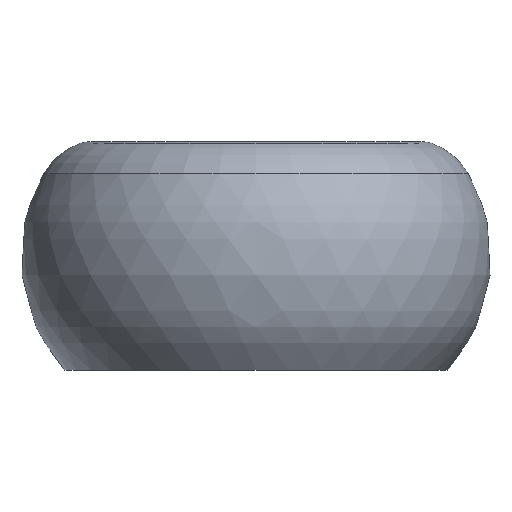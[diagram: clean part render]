
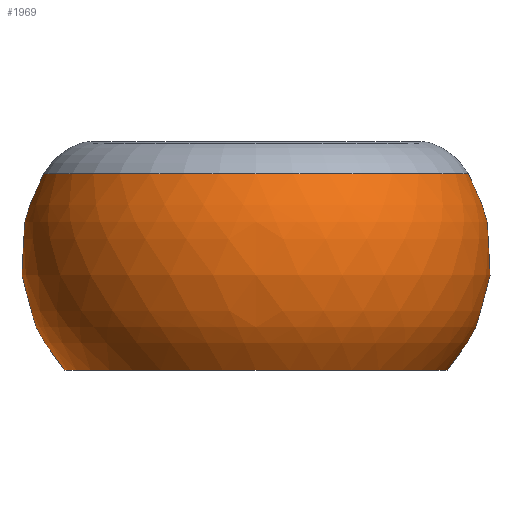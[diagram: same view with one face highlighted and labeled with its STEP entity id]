
A CAD part, front view. The second image highlights one B-rep face of the part: STEP entity #1969.
In plain terms, the highlighted free-form (B-spline) face has degree [2, 2] with [3, 9] control points.
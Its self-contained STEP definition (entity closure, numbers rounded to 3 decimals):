
#1905=CARTESIAN_POINT('',(0.0,50.966,44.625));
#1906=VERTEX_POINT('',#1905);
#1907=CARTESIAN_POINT('',(0.0,0.0,44.625));
#1908=DIRECTION('',(0.0,0.0,-1.0));
#1909=DIRECTION('',(0.0,1.0,0.0));
#1910=AXIS2_PLACEMENT_3D('',#1907,#1908,#1909);
#1911=CIRCLE('',#1910,50.966);
#1912=EDGE_CURVE('',#1906,#1906,#1911,.T.);
#1920=CARTESIAN_POINT('',(50.966,0.,44.625));
#1921=CARTESIAN_POINT('',(65.767,0.,19.204));
#1922=CARTESIAN_POINT('',(45.911,0.,-2.5));
#1923=CARTESIAN_POINT('',(50.966,50.966,44.625));
#1924=CARTESIAN_POINT('',(65.767,65.767,19.204));
#1925=CARTESIAN_POINT('',(45.911,45.911,-2.5));
#1926=CARTESIAN_POINT('',(0.,50.966,44.625));
#1927=CARTESIAN_POINT('',(0.,65.767,19.204));
#1928=CARTESIAN_POINT('',(0.,45.911,-2.5));
#1929=CARTESIAN_POINT('',(-50.966,50.966,44.625));
#1930=CARTESIAN_POINT('',(-65.767,65.767,19.204));
#1931=CARTESIAN_POINT('',(-45.911,45.911,-2.5));
#1932=CARTESIAN_POINT('',(-50.966,0.,44.625));
#1933=CARTESIAN_POINT('',(-65.767,0.,19.204));
#1934=CARTESIAN_POINT('',(-45.911,0.,-2.5));
#1935=CARTESIAN_POINT('',(-50.966,-50.966,44.625));
#1936=CARTESIAN_POINT('',(-65.767,-65.767,19.204));
#1937=CARTESIAN_POINT('',(-45.911,-45.911,-2.5));
#1938=CARTESIAN_POINT('',(0.,-50.966,44.625));
#1939=CARTESIAN_POINT('',(0.,-65.767,19.204));
#1940=CARTESIAN_POINT('',(0.,-45.911,-2.5));
#1941=CARTESIAN_POINT('',(50.966,-50.966,44.625));
#1942=CARTESIAN_POINT('',(65.767,-65.767,19.204));
#1943=CARTESIAN_POINT('',(45.911,-45.911,-2.5));
#1944=CARTESIAN_POINT('',(50.966,0.,44.625));
#1945=CARTESIAN_POINT('',(65.767,0.,19.204));
#1946=CARTESIAN_POINT('',(45.911,0.,-2.5));
#1954=(BOUNDED_SURFACE()B_SPLINE_SURFACE(2,2,((#1920,#1923,#1926,#1929,#1932,#1935,#1938,#1941,#1944),(#1921,#1924,#1927,#1930,#1933,#1936,#1939,#1942,#1945),(#1922,#1925,#1928,#1931,#1934,#1937,#1940,#1943,#1946)),.UNSPECIFIED.,.F.,.T.,.U.)B_SPLINE_SURFACE_WITH_KNOTS((3,3),(3,2,2,2,3),(-0.527,0.741),(0.0,1.571,3.142,4.712,6.283),.UNSPECIFIED.)GEOMETRIC_REPRESENTATION_ITEM()RATIONAL_B_SPLINE_SURFACE(((1.0,0.707,1.0,0.707,1.0,0.707,1.0,0.707,1.0),(0.806,0.57,0.806,0.57,0.806,0.57,0.806,0.57,0.806),(1.0,0.707,1.0,0.707,1.0,0.707,1.0,0.707,1.0)))REPRESENTATION_ITEM('')SURFACE());
#1955=CARTESIAN_POINT('',(0.0,45.911,-2.5));
#1956=VERTEX_POINT('',#1955);
#1957=CARTESIAN_POINT('',(0.0,0.0,-2.5));
#1958=DIRECTION('',(0.0,0.0,-1.0));
#1959=DIRECTION('',(0.0,1.0,0.0));
#1960=AXIS2_PLACEMENT_3D('',#1957,#1958,#1959);
#1961=CIRCLE('',#1960,45.911);
#1962=EDGE_CURVE('',#1956,#1956,#1961,.T.);
#1963=ORIENTED_EDGE('',*,*,#1962,.F.);
#1964=EDGE_LOOP('',(#1963));
#1965=FACE_OUTER_BOUND('',#1964,.T.);
#1966=ORIENTED_EDGE('',*,*,#1912,.T.);
#1967=EDGE_LOOP('',(#1966));
#1968=FACE_BOUND('',#1967,.T.);
#1969=ADVANCED_FACE('',(#1965,#1968),#1954,.T.);
